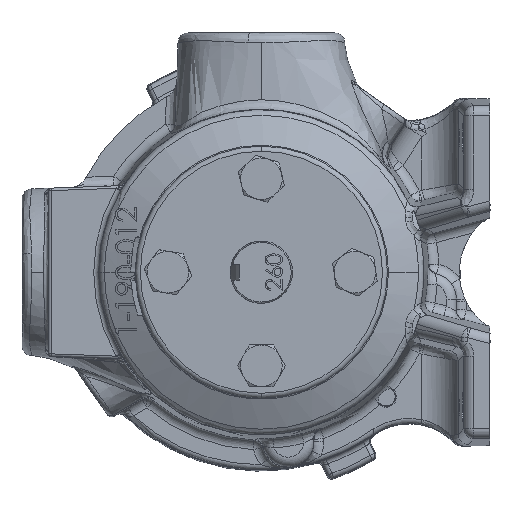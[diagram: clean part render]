
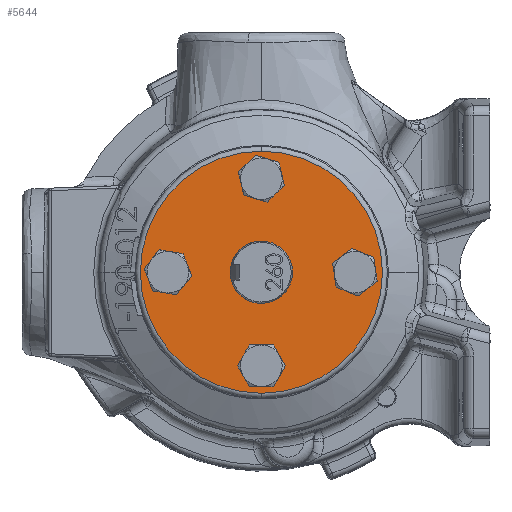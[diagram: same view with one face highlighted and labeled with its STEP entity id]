
A CAD part, left-side view. The second image highlights one B-rep face of the part: STEP entity #5644.
In plain terms, the highlighted planar face has unit normal (-1, 0, 0).
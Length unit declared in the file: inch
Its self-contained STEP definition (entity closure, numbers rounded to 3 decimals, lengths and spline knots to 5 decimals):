
#341 = CARTESIAN_POINT ( 'NONE',  ( -5.003, 0., -0.875 ) ) ;
#829 = ORIENTED_EDGE ( 'NONE', *, *, #9278, .F. ) ;
#3817 = EDGE_LOOP ( 'NONE', ( #45665, #36493 ) ) ;
#3914 = AXIS2_PLACEMENT_3D ( 'NONE', #10253, #7799, #12410 ) ;
#4839 = CARTESIAN_POINT ( 'NONE',  ( -5.003, 1.08536, 0.24684 ) ) ;
#4941 = CARTESIAN_POINT ( 'NONE',  ( -5.003, -1.125, 0. ) ) ;
#5644 = ADVANCED_FACE ( 'NONE', ( #28373, #17358, #6421, #38130, #48992, #27048 ), #27210, .T. ) ;
#6421 = FACE_BOUND ( 'NONE', #3817, .T. ) ;
#7158 = VERTEX_POINT ( 'NONE', #26318 ) ;
#7799 = DIRECTION ( 'NONE',  ( -1., 0., 0. ) ) ;
#7959 = AXIS2_PLACEMENT_3D ( 'NONE', #24299, #53170, #28525 ) ;
#7977 = CARTESIAN_POINT ( 'NONE',  ( -5.003, 0., -1.45644 ) ) ;
#8079 = CIRCLE ( 'NONE', #20430, 0.25 ) ;
#8144 = CARTESIAN_POINT ( 'NONE',  ( -5.003, -1.125, 0. ) ) ;
#8874 = CIRCLE ( 'NONE', #49581, 0.25 ) ;
#8943 = EDGE_CURVE ( 'NONE', #42651, #10946, #44957, .T. ) ;
#9058 = DIRECTION ( 'NONE',  ( 0., 0., 1. ) ) ;
#9278 = EDGE_CURVE ( 'NONE', #34991, #45202, #20261, .T. ) ;
#9335 = EDGE_CURVE ( 'NONE', #45202, #34991, #8079, .T. ) ;
#10021 = DIRECTION ( 'NONE',  ( 0., 0., 1. ) ) ;
#10253 = CARTESIAN_POINT ( 'NONE',  ( -5.003, 1.125, 0. ) ) ;
#10544 = CIRCLE ( 'NONE', #12103, 0.25 ) ;
#10946 = VERTEX_POINT ( 'NONE', #27167 ) ;
#11899 = EDGE_CURVE ( 'NONE', #7158, #26015, #24530, .T. ) ;
#12103 = AXIS2_PLACEMENT_3D ( 'NONE', #16200, #45103, #20291 ) ;
#12293 = DIRECTION ( 'NONE',  ( 0., 0., 1. ) ) ;
#12410 = DIRECTION ( 'NONE',  ( 0., 0., 1. ) ) ;
#13443 = CARTESIAN_POINT ( 'NONE',  ( -5.003, 0., 1.45644 ) ) ;
#13508 = AXIS2_PLACEMENT_3D ( 'NONE', #24475, #53343, #28711 ) ;
#14638 = CARTESIAN_POINT ( 'NONE',  ( -5.003, 0., 1.125 ) ) ;
#15364 = EDGE_CURVE ( 'NONE', #52642, #52387, #51831, .T. ) ;
#15437 = EDGE_CURVE ( 'NONE', #40000, #34355, #28647, .T. ) ;
#15659 = DIRECTION ( 'NONE',  ( 0., 0., 1. ) ) ;
#15898 = CARTESIAN_POINT ( 'NONE',  ( -5.003, -1.03221, -0.23214 ) ) ;
#16200 = CARTESIAN_POINT ( 'NONE',  ( -5.003, 0., -1.125 ) ) ;
#16656 = AXIS2_PLACEMENT_3D ( 'NONE', #48637, #23882, #52748 ) ;
#17168 = ORIENTED_EDGE ( 'NONE', *, *, #42993, .T. ) ;
#17315 = CIRCLE ( 'NONE', #27526, 0.25 ) ;
#17358 = FACE_BOUND ( 'NONE', #40790, .T. ) ;
#17470 = VERTEX_POINT ( 'NONE', #22540 ) ;
#17473 = EDGE_LOOP ( 'NONE', ( #26549, #43789 ) ) ;
#17495 = DIRECTION ( 'NONE',  ( -1., 0., 0. ) ) ;
#17679 = VERTEX_POINT ( 'NONE', #15898 ) ;
#18746 = DIRECTION ( 'NONE',  ( 0., 0., 1. ) ) ;
#18982 = AXIS2_PLACEMENT_3D ( 'NONE', #19661, #27314, #10021 ) ;
#19334 = CARTESIAN_POINT ( 'NONE',  ( -5.003, 0., 0. ) ) ;
#19661 = CARTESIAN_POINT ( 'NONE',  ( -5.003, 0., 0. ) ) ;
#20171 = ORIENTED_EDGE ( 'NONE', *, *, #9335, .F. ) ;
#20261 = CIRCLE ( 'NONE', #3914, 0.25 ) ;
#20291 = DIRECTION ( 'NONE',  ( 0., 0., 1. ) ) ;
#20430 = AXIS2_PLACEMENT_3D ( 'NONE', #26880, #36482, #15659 ) ;
#22185 = ORIENTED_EDGE ( 'NONE', *, *, #35798, .F. ) ;
#22540 = CARTESIAN_POINT ( 'NONE',  ( -5.003, -1.21779, 0.23214 ) ) ;
#22816 = ORIENTED_EDGE ( 'NONE', *, *, #15364, .F. ) ;
#23116 = CIRCLE ( 'NONE', #35392, 1.45644 ) ;
#23470 = DIRECTION ( 'NONE',  ( 0., 0., -1. ) ) ;
#23882 = DIRECTION ( 'NONE',  ( -1., 0., 0. ) ) ;
#24266 = EDGE_CURVE ( 'NONE', #17470, #17679, #51422, .T. ) ;
#24299 = CARTESIAN_POINT ( 'NONE',  ( -5.003, 0., -1.125 ) ) ;
#24475 = CARTESIAN_POINT ( 'NONE',  ( -5.003, 0., 0. ) ) ;
#24530 = CIRCLE ( 'NONE', #49943, 0.25 ) ;
#24942 = EDGE_LOOP ( 'NONE', ( #22816, #26898 ) ) ;
#26015 = VERTEX_POINT ( 'NONE', #45553 ) ;
#26318 = CARTESIAN_POINT ( 'NONE',  ( -5.003, 0.07075, 0.88522 ) ) ;
#26549 = ORIENTED_EDGE ( 'NONE', *, *, #43786, .F. ) ;
#26880 = CARTESIAN_POINT ( 'NONE',  ( -5.003, 1.125, 0. ) ) ;
#26898 = ORIENTED_EDGE ( 'NONE', *, *, #32909, .F. ) ;
#27048 = FACE_OUTER_BOUND ( 'NONE', #51812, .T. ) ;
#27167 = CARTESIAN_POINT ( 'NONE',  ( -5.003, 0., -0.37463 ) ) ;
#27210 = PLANE ( 'NONE',  #18982 ) ;
#27314 = DIRECTION ( 'NONE',  ( -1., 0., 0. ) ) ;
#27526 = AXIS2_PLACEMENT_3D ( 'NONE', #8144, #37084, #12293 ) ;
#28373 = FACE_BOUND ( 'NONE', #17473, .T. ) ;
#28525 = DIRECTION ( 'NONE',  ( 0., 0., 1. ) ) ;
#28647 = CIRCLE ( 'NONE', #13508, 1.45644 ) ;
#28711 = DIRECTION ( 'NONE',  ( 0., 0., -1. ) ) ;
#29164 = EDGE_CURVE ( 'NONE', #26015, #7158, #8874, .T. ) ;
#31170 = AXIS2_PLACEMENT_3D ( 'NONE', #4941, #33817, #9058 ) ;
#32909 = EDGE_CURVE ( 'NONE', #52387, #52642, #10544, .T. ) ;
#33817 = DIRECTION ( 'NONE',  ( -1., 0., 0. ) ) ;
#34355 = VERTEX_POINT ( 'NONE', #7977 ) ;
#34991 = VERTEX_POINT ( 'NONE', #4839 ) ;
#35392 = AXIS2_PLACEMENT_3D ( 'NONE', #19334, #48229, #23470 ) ;
#35798 = EDGE_CURVE ( 'NONE', #17679, #17470, #17315, .T. ) ;
#36482 = DIRECTION ( 'NONE',  ( -1., 0., 0. ) ) ;
#36493 = ORIENTED_EDGE ( 'NONE', *, *, #11899, .F. ) ;
#37084 = DIRECTION ( 'NONE',  ( -1., 0., 0. ) ) ;
#38130 = FACE_BOUND ( 'NONE', #24942, .T. ) ;
#39418 = CARTESIAN_POINT ( 'NONE',  ( -5.003, 0., -1.375 ) ) ;
#40000 = VERTEX_POINT ( 'NONE', #13443 ) ;
#40790 = EDGE_LOOP ( 'NONE', ( #829, #20171 ) ) ;
#41056 = ORIENTED_EDGE ( 'NONE', *, *, #15437, .T. ) ;
#42277 = CARTESIAN_POINT ( 'NONE',  ( -5.003, 0., 1.125 ) ) ;
#42651 = VERTEX_POINT ( 'NONE', #45762 ) ;
#42993 = EDGE_CURVE ( 'NONE', #34355, #40000, #23116, .T. ) ;
#43266 = ORIENTED_EDGE ( 'NONE', *, *, #24266, .F. ) ;
#43538 = DIRECTION ( 'NONE',  ( -1., 0., 0. ) ) ;
#43786 = EDGE_CURVE ( 'NONE', #10946, #42651, #50209, .T. ) ;
#43789 = ORIENTED_EDGE ( 'NONE', *, *, #8943, .F. ) ;
#44367 = CARTESIAN_POINT ( 'NONE',  ( -5.003, 1.16464, -0.24684 ) ) ;
#44712 = AXIS2_PLACEMENT_3D ( 'NONE', #47641, #47419, #47116 ) ;
#44957 = CIRCLE ( 'NONE', #44712, 0.37463 ) ;
#45103 = DIRECTION ( 'NONE',  ( -1., 0., 0. ) ) ;
#45202 = VERTEX_POINT ( 'NONE', #44367 ) ;
#45553 = CARTESIAN_POINT ( 'NONE',  ( -5.003, -0.07075, 1.36478 ) ) ;
#45665 = ORIENTED_EDGE ( 'NONE', *, *, #29164, .F. ) ;
#45762 = CARTESIAN_POINT ( 'NONE',  ( -5.003, 0., 0.37463 ) ) ;
#46378 = DIRECTION ( 'NONE',  ( 0., 0., 1. ) ) ;
#47116 = DIRECTION ( 'NONE',  ( 0., 0., 1. ) ) ;
#47419 = DIRECTION ( 'NONE',  ( -1., 0., 0. ) ) ;
#47641 = CARTESIAN_POINT ( 'NONE',  ( -5.003, 0., 0. ) ) ;
#48229 = DIRECTION ( 'NONE',  ( -1., 0., 0. ) ) ;
#48637 = CARTESIAN_POINT ( 'NONE',  ( -5.003, 0., 0. ) ) ;
#48868 = EDGE_LOOP ( 'NONE', ( #43266, #22185 ) ) ;
#48992 = FACE_BOUND ( 'NONE', #48868, .T. ) ;
#49581 = AXIS2_PLACEMENT_3D ( 'NONE', #42277, #17495, #46378 ) ;
#49943 = AXIS2_PLACEMENT_3D ( 'NONE', #14638, #43538, #18746 ) ;
#50209 = CIRCLE ( 'NONE', #16656, 0.37463 ) ;
#51422 = CIRCLE ( 'NONE', #31170, 0.25 ) ;
#51812 = EDGE_LOOP ( 'NONE', ( #17168, #41056 ) ) ;
#51831 = CIRCLE ( 'NONE', #7959, 0.25 ) ;
#52387 = VERTEX_POINT ( 'NONE', #39418 ) ;
#52642 = VERTEX_POINT ( 'NONE', #341 ) ;
#52748 = DIRECTION ( 'NONE',  ( 0., 0., 1. ) ) ;
#53170 = DIRECTION ( 'NONE',  ( -1., 0., 0. ) ) ;
#53343 = DIRECTION ( 'NONE',  ( -1., 0., 0. ) ) ;
